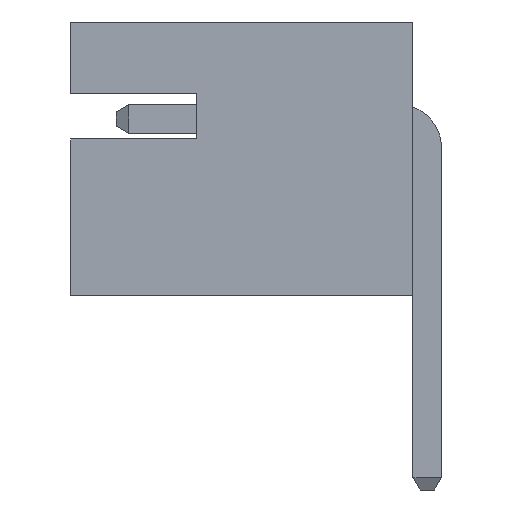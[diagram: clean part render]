
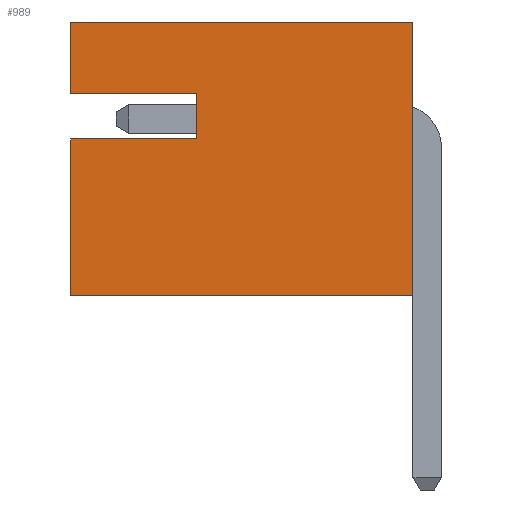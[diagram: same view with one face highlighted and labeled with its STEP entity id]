
A CAD part, left-side view. The second image highlights one B-rep face of the part: STEP entity #989.
In plain terms, the highlighted planar face has unit normal (-1, 0, 0).
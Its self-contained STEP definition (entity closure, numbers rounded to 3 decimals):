
#989=ADVANCED_FACE('',(#1888),#1890,.T.);
#1888=FACE_BOUND('',#1889,.T.);
#1889=EDGE_LOOP('',(#2634,#2635,#2636,#2637,#2638,#2639,#2640,#2641));
#1890=PLANE('',#1891);
#1891=AXIS2_PLACEMENT_3D('',#1892,#1893,#1894);
#1892=CARTESIAN_POINT('',(-24.,0.25,0.));
#1893=DIRECTION('',(-1.,0.,0.));
#1894=DIRECTION('',(0.,0.,1.));
#2634=ORIENTED_EDGE('',*,*,#3119,.T.);
#2635=ORIENTED_EDGE('',*,*,#3120,.T.);
#2636=ORIENTED_EDGE('',*,*,#3121,.F.);
#2637=ORIENTED_EDGE('',*,*,#3052,.F.);
#2638=ORIENTED_EDGE('',*,*,#3099,.T.);
#2639=ORIENTED_EDGE('',*,*,#3112,.T.);
#2640=ORIENTED_EDGE('',*,*,#3122,.F.);
#2641=ORIENTED_EDGE('',*,*,#3123,.T.);
#3052=EDGE_CURVE('',#3488,#3490,#3491,.T.);
#3099=EDGE_CURVE('',#3488,#3548,#3550,.T.);
#3112=EDGE_CURVE('',#3548,#3573,#3575,.T.);
#3119=EDGE_CURVE('',#3586,#3587,#3588,.F.);
#3120=EDGE_CURVE('',#3587,#3589,#3590,.F.);
#3121=EDGE_CURVE('',#3490,#3589,#3591,.T.);
#3122=EDGE_CURVE('',#3592,#3573,#3593,.T.);
#3123=EDGE_CURVE('',#3592,#3586,#3594,.F.);
#3488=VERTEX_POINT('',#4291);
#3490=VERTEX_POINT('',#4295);
#3491=LINE('',#4296,#4297);
#3548=VERTEX_POINT('',#4445);
#3550=LINE('',#4449,#4450);
#3573=VERTEX_POINT('',#4496);
#3575=LINE('',#4500,#4501);
#3586=VERTEX_POINT('',#4525);
#3587=VERTEX_POINT('',#4526);
#3588=LINE('',#4527,#4528);
#3589=VERTEX_POINT('',#4530);
#3590=LINE('',#4531,#4532);
#3591=LINE('',#4534,#4535);
#3592=VERTEX_POINT('',#4537);
#3593=LINE('',#4538,#4539);
#3594=LINE('',#4541,#4542);
#4291=CARTESIAN_POINT('',(-24.,0.25,0.));
#4295=CARTESIAN_POINT('',(-24.,6.25,0.));
#4296=CARTESIAN_POINT('',(-24.,0.25,0.));
#4297=VECTOR('',#4298,1.);
#4298=DIRECTION('',(0.,1.,0.));
#4445=CARTESIAN_POINT('',(-24.,0.25,4.8));
#4449=CARTESIAN_POINT('',(-24.,0.25,0.));
#4450=VECTOR('',#4451,1.);
#4451=DIRECTION('',(0.,0.,1.));
#4496=CARTESIAN_POINT('',(-24.,6.25,4.8));
#4500=CARTESIAN_POINT('',(-24.,0.25,4.8));
#4501=VECTOR('',#4502,1.);
#4502=DIRECTION('',(0.,1.,0.));
#4525=CARTESIAN_POINT('',(-24.,4.05,3.55));
#4526=CARTESIAN_POINT('',(-24.,4.05,2.75));
#4527=CARTESIAN_POINT('',(-24.,4.05,2.75));
#4528=VECTOR('',#4529,1.);
#4529=DIRECTION('',(0.,0.,1.));
#4530=CARTESIAN_POINT('',(-24.,6.25,2.75));
#4531=CARTESIAN_POINT('',(-24.,6.25,2.75));
#4532=VECTOR('',#4533,1.);
#4533=DIRECTION('',(0.,-1.,0.));
#4534=CARTESIAN_POINT('',(-24.,6.25,0.));
#4535=VECTOR('',#4536,1.);
#4536=DIRECTION('',(0.,0.,1.));
#4537=CARTESIAN_POINT('',(-24.,6.25,3.55));
#4538=CARTESIAN_POINT('',(-24.,6.25,3.55));
#4539=VECTOR('',#4540,1.);
#4540=DIRECTION('',(0.,0.,1.));
#4541=CARTESIAN_POINT('',(-24.,4.05,3.55));
#4542=VECTOR('',#4543,1.);
#4543=DIRECTION('',(0.,1.,0.));
